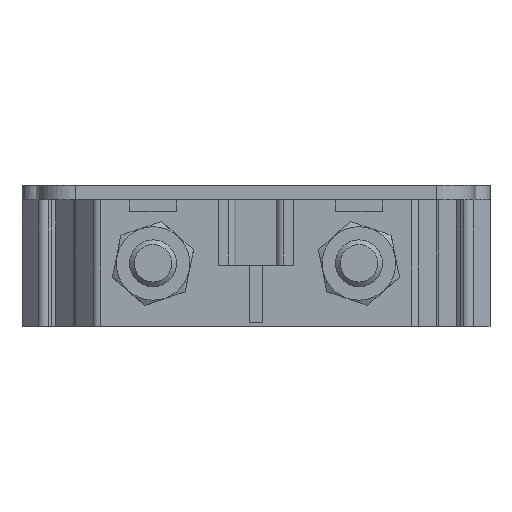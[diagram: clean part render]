
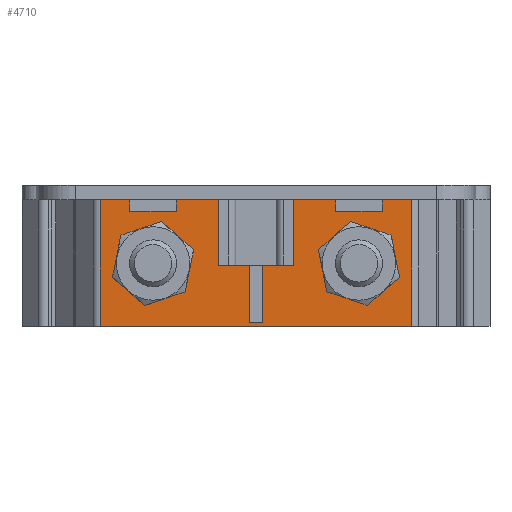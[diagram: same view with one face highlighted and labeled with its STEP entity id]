
A CAD part, top view. The second image highlights one B-rep face of the part: STEP entity #4710.
In plain terms, the highlighted planar face has unit normal (0, 0, 1).
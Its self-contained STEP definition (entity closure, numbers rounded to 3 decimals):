
#107=PLANE('',#4977);
#377=LINE('',#6712,#747);
#378=LINE('',#6715,#748);
#379=LINE('',#6717,#749);
#380=LINE('',#6719,#750);
#381=LINE('',#6721,#751);
#382=LINE('',#6723,#752);
#383=LINE('',#6725,#753);
#384=LINE('',#6727,#754);
#385=LINE('',#6729,#755);
#386=LINE('',#6731,#756);
#387=LINE('',#6733,#757);
#388=LINE('',#6735,#758);
#747=VECTOR('',#5648,1000.);
#748=VECTOR('',#5649,1000.);
#749=VECTOR('',#5650,1000.);
#750=VECTOR('',#5651,1000.);
#751=VECTOR('',#5652,1000.);
#752=VECTOR('',#5653,1000.);
#753=VECTOR('',#5654,1000.);
#754=VECTOR('',#5655,1000.);
#755=VECTOR('',#5656,1000.);
#756=VECTOR('',#5657,1000.);
#757=VECTOR('',#5658,1000.);
#758=VECTOR('',#5659,1000.);
#1377=ORIENTED_EDGE('',*,*,#2220,.F.);
#1378=ORIENTED_EDGE('',*,*,#2221,.T.);
#1379=ORIENTED_EDGE('',*,*,#2222,.T.);
#1380=ORIENTED_EDGE('',*,*,#2223,.T.);
#1381=ORIENTED_EDGE('',*,*,#2224,.F.);
#1382=ORIENTED_EDGE('',*,*,#2225,.F.);
#1383=ORIENTED_EDGE('',*,*,#2226,.F.);
#1384=ORIENTED_EDGE('',*,*,#2227,.T.);
#1385=ORIENTED_EDGE('',*,*,#2228,.F.);
#1386=ORIENTED_EDGE('',*,*,#2229,.F.);
#1387=ORIENTED_EDGE('',*,*,#2230,.F.);
#1388=ORIENTED_EDGE('',*,*,#2231,.T.);
#1389=ORIENTED_EDGE('',*,*,#2232,.F.);
#1390=ORIENTED_EDGE('',*,*,#2233,.T.);
#2220=EDGE_CURVE('',#2645,#2646,#377,.T.);
#2221=EDGE_CURVE('',#2645,#2647,#378,.F.);
#2222=EDGE_CURVE('',#2647,#2648,#379,.T.);
#2223=EDGE_CURVE('',#2648,#2649,#380,.T.);
#2224=EDGE_CURVE('',#2650,#2649,#381,.T.);
#2225=EDGE_CURVE('',#2651,#2650,#382,.T.);
#2226=EDGE_CURVE('',#2652,#2651,#383,.T.);
#2227=EDGE_CURVE('',#2652,#2653,#384,.T.);
#2228=EDGE_CURVE('',#2654,#2653,#385,.T.);
#2229=EDGE_CURVE('',#2655,#2654,#386,.T.);
#2230=EDGE_CURVE('',#2656,#2655,#387,.T.);
#2231=EDGE_CURVE('',#2656,#2646,#388,.T.);
#2232=EDGE_CURVE('',#2657,#2657,#2851,.T.);
#2233=EDGE_CURVE('',#2658,#2658,#2852,.T.);
#2645=VERTEX_POINT('',#6713);
#2646=VERTEX_POINT('',#6714);
#2647=VERTEX_POINT('',#6716);
#2648=VERTEX_POINT('',#6718);
#2649=VERTEX_POINT('',#6720);
#2650=VERTEX_POINT('',#6722);
#2651=VERTEX_POINT('',#6724);
#2652=VERTEX_POINT('',#6726);
#2653=VERTEX_POINT('',#6728);
#2654=VERTEX_POINT('',#6730);
#2655=VERTEX_POINT('',#6732);
#2656=VERTEX_POINT('',#6734);
#2657=VERTEX_POINT('',#6737);
#2658=VERTEX_POINT('',#6739);
#2851=CIRCLE('',#4978,3.923);
#2852=CIRCLE('',#4979,3.923);
#2980=EDGE_LOOP('',(#1377,#1378,#1379,#1380,#1381,#1382,#1383,#1384,#1385,
#1386,#1387,#1388));
#2981=EDGE_LOOP('',(#1389));
#2982=EDGE_LOOP('',(#1390));
#3180=FACE_BOUND('',#2980,.T.);
#3181=FACE_BOUND('',#2981,.T.);
#3182=FACE_BOUND('',#2982,.T.);
#4710=ADVANCED_FACE('',(#3180,#3181,#3182),#107,.T.);
#4977=AXIS2_PLACEMENT_3D('',#6711,#5646,#5647);
#4978=AXIS2_PLACEMENT_3D('',#6736,#5660,#5661);
#4979=AXIS2_PLACEMENT_3D('',#6738,#5662,#5663);
#5646=DIRECTION('',(0.,0.,1.));
#5647=DIRECTION('',(1.,0.,0.));
#5648=DIRECTION('',(1.,0.,0.));
#5649=DIRECTION('',(0.,1.,0.));
#5650=DIRECTION('',(1.,0.,0.));
#5651=DIRECTION('',(0.,1.,0.));
#5652=DIRECTION('',(1.,0.,0.));
#5653=DIRECTION('',(0.,1.,0.));
#5654=DIRECTION('',(1.,0.,0.));
#5655=DIRECTION('',(0.,1.,0.));
#5656=DIRECTION('',(1.,0.,0.));
#5657=DIRECTION('',(0.,1.,0.));
#5658=DIRECTION('',(1.,0.,0.));
#5659=DIRECTION('',(0.,1.,0.));
#5660=DIRECTION('',(0.,0.,1.));
#5661=DIRECTION('',(0.947,0.321,0.));
#5662=DIRECTION('',(0.,0.,-1.));
#5663=DIRECTION('',(-0.947,0.321,0.));
#6711=CARTESIAN_POINT('',(-17.064,-13.5,2.099));
#6712=CARTESIAN_POINT('',(-17.064,0.,2.099));
#6713=CARTESIAN_POINT('',(-16.618,0.,2.099));
#6714=CARTESIAN_POINT('',(-13.5,0.,2.099));
#6715=CARTESIAN_POINT('',(-16.618,-13.5,2.099));
#6716=CARTESIAN_POINT('',(-16.618,-13.5,2.099));
#6717=CARTESIAN_POINT('',(-17.064,-13.5,2.099));
#6718=CARTESIAN_POINT('',(16.618,-13.5,2.099));
#6719=CARTESIAN_POINT('',(16.618,-13.5,2.099));
#6720=CARTESIAN_POINT('',(16.618,0.,2.099));
#6721=CARTESIAN_POINT('',(15.9,0.,2.099));
#6722=CARTESIAN_POINT('',(13.5,0.,2.099));
#6723=CARTESIAN_POINT('',(13.5,-1.25,2.099));
#6724=CARTESIAN_POINT('',(13.5,-1.25,2.099));
#6725=CARTESIAN_POINT('',(8.5,-1.25,2.099));
#6726=CARTESIAN_POINT('',(8.5,-1.25,2.099));
#6727=CARTESIAN_POINT('',(8.5,-1.25,2.099));
#6728=CARTESIAN_POINT('',(8.5,0.,2.099));
#6729=CARTESIAN_POINT('',(-14.5,0.,2.099));
#6730=CARTESIAN_POINT('',(-8.5,0.,2.099));
#6731=CARTESIAN_POINT('',(-8.5,-1.25,2.099));
#6732=CARTESIAN_POINT('',(-8.5,-1.25,2.099));
#6733=CARTESIAN_POINT('',(-13.5,-1.25,2.099));
#6734=CARTESIAN_POINT('',(-13.5,-1.25,2.099));
#6735=CARTESIAN_POINT('',(-13.5,-1.25,2.099));
#6736=CARTESIAN_POINT('',(-11.,-6.809,2.099));
#6737=CARTESIAN_POINT('',(-7.285,-5.548,2.099));
#6738=CARTESIAN_POINT('',(11.,-6.809,2.099));
#6739=CARTESIAN_POINT('',(7.285,-5.548,2.099));
